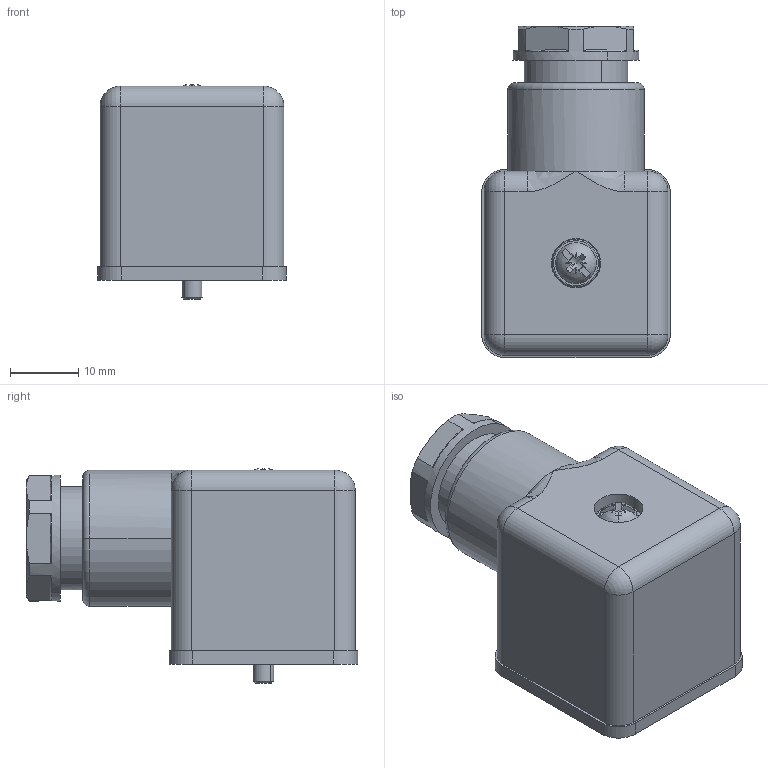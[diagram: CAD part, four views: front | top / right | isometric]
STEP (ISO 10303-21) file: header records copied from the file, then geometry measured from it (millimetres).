
FILE_DESCRIPTION(('CATIA V5 STEP Exchange','CAx-IF Rec.Pracs.--- Model Styling and Organization---1.5--- 2016-08-15','CAx-IF Rec.Pracs.---Supplemental Geometry---1.0---2011-11-01','CAx-IF Rec.Pracs.--- Composite Materials ---1.1---2010-07-15'),'2;1');
FILE_NAME ('024694-2_0', '2026-02-06T09:19:51+00:00', ('none'), ('Weidmueller'), 'CATIA Version 5-6 Release 2024 SP4', 'CATIA V5 STEP AP214 v3', 'none');
FILE_SCHEMA(('AUTOMOTIVE_DESIGN { 1 0 10303 214 1 1 1 1 }'));
Length unit declared in the file: millimetre
Products named in the file (1): 1873070000
Bounding box: 27.7 x 48.65 x 31.5 mm (x, y, z)
Volume: 23417.7 mm3; surface area: 8185.6 mm2
Topology: 1 solids, 1 shells, 316 faces, 906 edges, 606 vertices
Faces by surface type: plane 188, cylinder 42, extrusion 37, cone 29, torus 12, sphere 6, bspline 2
Entity records: 10736 total; most frequent: CARTESIAN_POINT 3195, ORIENTED_EDGE 1800, DIRECTION 1093, EDGE_CURVE 900, VERTEX_POINT 606, VECTOR 528, LINE 491, AXIS2_PLACEMENT_3D 368
